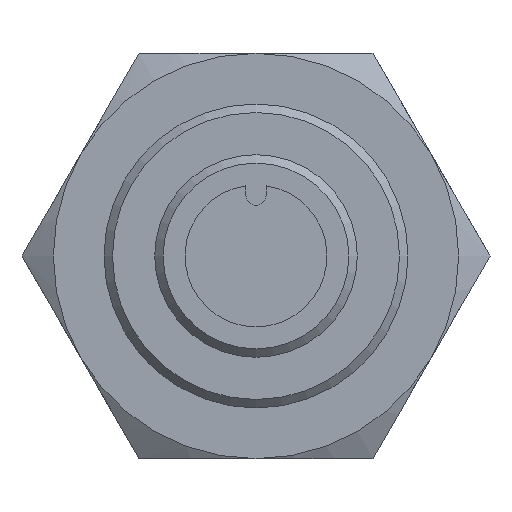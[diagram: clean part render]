
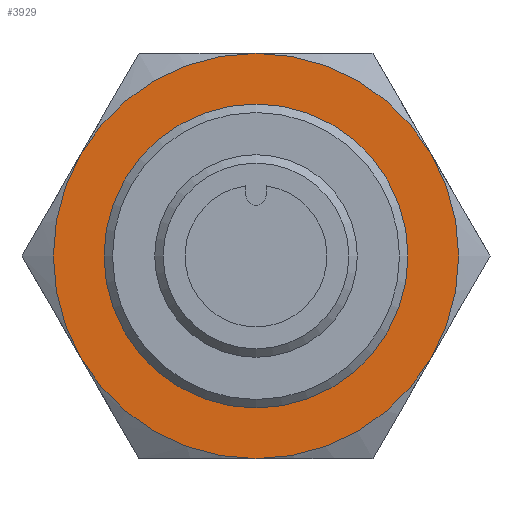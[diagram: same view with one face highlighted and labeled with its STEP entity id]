
A CAD part, left-side view. The second image highlights one B-rep face of the part: STEP entity #3929.
In plain terms, the highlighted planar face has unit normal (-1, 0, 0).
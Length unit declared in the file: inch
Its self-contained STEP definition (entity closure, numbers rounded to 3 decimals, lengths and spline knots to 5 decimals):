
#64 = CIRCLE ( 'NONE', #1155, 0.47244 ) ;
#83 = CIRCLE ( 'NONE', #3923, 0.47244 ) ;
#143 = CIRCLE ( 'NONE', #2426, 0.35433 ) ;
#199 = DIRECTION ( 'NONE',  ( -1., 0., 0. ) ) ;
#250 = AXIS2_PLACEMENT_3D ( 'NONE', #859, #199, #2401 ) ;
#350 = CIRCLE ( 'NONE', #250, 0.47244 ) ;
#740 = EDGE_CURVE ( 'NONE', #2421, #2047, #2184, .T. ) ;
#859 = CARTESIAN_POINT ( 'NONE',  ( 1.5748, 0., 0. ) ) ;
#890 = CARTESIAN_POINT ( 'NONE',  ( 1.5748, 0.40915, 0.23622 ) ) ;
#943 = ORIENTED_EDGE ( 'NONE', *, *, #3569, .T. ) ;
#946 = DIRECTION ( 'NONE',  ( -1., 0., 0. ) ) ;
#1132 = CARTESIAN_POINT ( 'NONE',  ( 1.5748, 0., -0.47244 ) ) ;
#1155 = AXIS2_PLACEMENT_3D ( 'NONE', #3835, #3545, #2315 ) ;
#1174 = DIRECTION ( 'NONE',  ( -1., 0., 0. ) ) ;
#1347 = CARTESIAN_POINT ( 'NONE',  ( 1.5748, -0.40915, 0.23622 ) ) ;
#1403 = CARTESIAN_POINT ( 'NONE',  ( 1.5748, 0., 0. ) ) ;
#1524 = DIRECTION ( 'NONE',  ( 0., 0., -1. ) ) ;
#1534 = ORIENTED_EDGE ( 'NONE', *, *, #2062, .T. ) ;
#1564 = DIRECTION ( 'NONE',  ( -1., 0., 0. ) ) ;
#1576 = DIRECTION ( 'NONE',  ( 0., 0., -1. ) ) ;
#1740 = CARTESIAN_POINT ( 'NONE',  ( 1.5748, 0., 0.47244 ) ) ;
#1886 = DIRECTION ( 'NONE',  ( -1., 0., 0. ) ) ;
#1929 = DIRECTION ( 'NONE',  ( 0., 0., 1. ) ) ;
#1983 = AXIS2_PLACEMENT_3D ( 'NONE', #3548, #2934, #3538 ) ;
#2003 = EDGE_CURVE ( 'NONE', #2047, #2123, #2276, .T. ) ;
#2047 = VERTEX_POINT ( 'NONE', #2459 ) ;
#2062 = EDGE_CURVE ( 'NONE', #3903, #2778, #64, .T. ) ;
#2094 = EDGE_LOOP ( 'NONE', ( #943, #3319, #1534, #2783, #3218, #3139 ) ) ;
#2123 = VERTEX_POINT ( 'NONE', #1347 ) ;
#2149 = PLANE ( 'NONE',  #3055 ) ;
#2176 = DIRECTION ( 'NONE',  ( 0., 0., -1. ) ) ;
#2184 = CIRCLE ( 'NONE', #1983, 0.47244 ) ;
#2190 = VERTEX_POINT ( 'NONE', #1740 ) ;
#2276 = CIRCLE ( 'NONE', #3581, 0.47244 ) ;
#2280 = CIRCLE ( 'NONE', #3472, 0.47244 ) ;
#2291 = VERTEX_POINT ( 'NONE', #3830 ) ;
#2315 = DIRECTION ( 'NONE',  ( 0., 0., -1. ) ) ;
#2320 = CARTESIAN_POINT ( 'NONE',  ( 1.5748, 0.40915, -0.23622 ) ) ;
#2362 = FACE_BOUND ( 'NONE', #2740, .T. ) ;
#2380 = EDGE_CURVE ( 'NONE', #2190, #3903, #350, .T. ) ;
#2401 = DIRECTION ( 'NONE',  ( 0., 0., -1. ) ) ;
#2421 = VERTEX_POINT ( 'NONE', #1132 ) ;
#2426 = AXIS2_PLACEMENT_3D ( 'NONE', #1403, #2650, #3262 ) ;
#2459 = CARTESIAN_POINT ( 'NONE',  ( 1.5748, -0.40915, -0.23622 ) ) ;
#2617 = EDGE_CURVE ( 'NONE', #2291, #2291, #143, .T. ) ;
#2650 = DIRECTION ( 'NONE',  ( 1., 0., 0. ) ) ;
#2738 = CARTESIAN_POINT ( 'NONE',  ( 1.5748, 0., 0. ) ) ;
#2740 = EDGE_LOOP ( 'NONE', ( #3870 ) ) ;
#2778 = VERTEX_POINT ( 'NONE', #2320 ) ;
#2783 = ORIENTED_EDGE ( 'NONE', *, *, #3080, .T. ) ;
#2826 = CARTESIAN_POINT ( 'NONE',  ( 1.5748, 0.23622, 0. ) ) ;
#2934 = DIRECTION ( 'NONE',  ( -1., 0., 0. ) ) ;
#3055 = AXIS2_PLACEMENT_3D ( 'NONE', #2826, #946, #1929 ) ;
#3080 = EDGE_CURVE ( 'NONE', #2778, #2421, #83, .T. ) ;
#3115 = CARTESIAN_POINT ( 'NONE',  ( 1.5748, 0., 0. ) ) ;
#3118 = FACE_OUTER_BOUND ( 'NONE', #2094, .T. ) ;
#3139 = ORIENTED_EDGE ( 'NONE', *, *, #2003, .T. ) ;
#3218 = ORIENTED_EDGE ( 'NONE', *, *, #740, .T. ) ;
#3262 = DIRECTION ( 'NONE',  ( 0., 0., 1. ) ) ;
#3319 = ORIENTED_EDGE ( 'NONE', *, *, #2380, .T. ) ;
#3472 = AXIS2_PLACEMENT_3D ( 'NONE', #2738, #1174, #1524 ) ;
#3538 = DIRECTION ( 'NONE',  ( 0., 0., -1. ) ) ;
#3545 = DIRECTION ( 'NONE',  ( -1., 0., 0. ) ) ;
#3548 = CARTESIAN_POINT ( 'NONE',  ( 1.5748, 0., 0. ) ) ;
#3569 = EDGE_CURVE ( 'NONE', #2123, #2190, #2280, .T. ) ;
#3581 = AXIS2_PLACEMENT_3D ( 'NONE', #4017, #1564, #2176 ) ;
#3830 = CARTESIAN_POINT ( 'NONE',  ( 1.5748, 0., 0.35433 ) ) ;
#3835 = CARTESIAN_POINT ( 'NONE',  ( 1.5748, 0., 0. ) ) ;
#3870 = ORIENTED_EDGE ( 'NONE', *, *, #2617, .T. ) ;
#3903 = VERTEX_POINT ( 'NONE', #890 ) ;
#3923 = AXIS2_PLACEMENT_3D ( 'NONE', #3115, #1886, #1576 ) ;
#3929 = ADVANCED_FACE ( 'NONE', ( #3118, #2362 ), #2149, .T. ) ;
#4017 = CARTESIAN_POINT ( 'NONE',  ( 1.5748, 0., 0. ) ) ;
